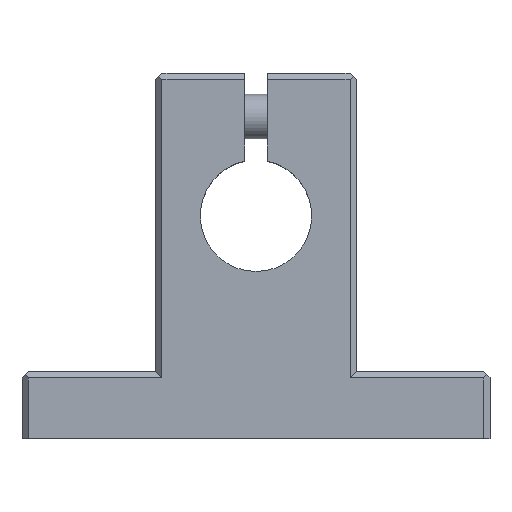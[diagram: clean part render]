
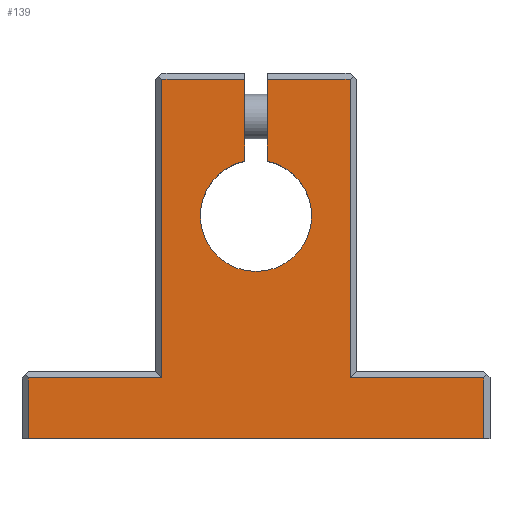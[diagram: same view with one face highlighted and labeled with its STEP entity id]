
A CAD part, top view. The second image highlights one B-rep face of the part: STEP entity #139.
In plain terms, the highlighted planar face has unit normal (0, 0, 1).
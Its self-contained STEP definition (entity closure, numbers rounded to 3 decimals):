
#139=ADVANCED_FACE('',(#305),#306,.T.);
#305=FACE_OUTER_BOUND('',#497,.T.);
#306=PLANE('',#498);
#497=EDGE_LOOP('',(#850,#851,#852,#853,#854,#855,#856,#857,#858,#859,#860,#861,#862,#863));
#498=AXIS2_PLACEMENT_3D('',#864,#865,#866);
#850=ORIENTED_EDGE('',*,*,#1263,.T.);
#851=ORIENTED_EDGE('',*,*,#1273,.T.);
#852=ORIENTED_EDGE('',*,*,#1274,.F.);
#853=ORIENTED_EDGE('',*,*,#1275,.T.);
#854=ORIENTED_EDGE('',*,*,#1276,.F.);
#855=ORIENTED_EDGE('',*,*,#1277,.T.);
#856=ORIENTED_EDGE('',*,*,#1278,.T.);
#857=ORIENTED_EDGE('',*,*,#1279,.T.);
#858=ORIENTED_EDGE('',*,*,#1280,.T.);
#859=ORIENTED_EDGE('',*,*,#1281,.T.);
#860=ORIENTED_EDGE('',*,*,#1270,.T.);
#861=ORIENTED_EDGE('',*,*,#1164,.T.);
#862=ORIENTED_EDGE('',*,*,#1282,.T.);
#863=ORIENTED_EDGE('',*,*,#1161,.T.);
#864=CARTESIAN_POINT('',(0.,0.0,7.0));
#865=DIRECTION('',(0.,0.,1.0));
#866=DIRECTION('',(1.0,0.,0.));
#1161=EDGE_CURVE('',#1381,#1385,#1387,.T.);
#1164=EDGE_CURVE('',#1392,#1389,#1393,.T.);
#1263=EDGE_CURVE('',#1385,#1542,#1544,.T.);
#1270=EDGE_CURVE('',#1555,#1392,#1556,.T.);
#1273=EDGE_CURVE('',#1542,#1559,#1560,.T.);
#1274=EDGE_CURVE('',#1561,#1559,#1562,.T.);
#1275=EDGE_CURVE('',#1561,#1563,#1564,.T.);
#1276=EDGE_CURVE('',#1565,#1563,#1566,.T.);
#1277=EDGE_CURVE('',#1565,#1567,#1568,.T.);
#1278=EDGE_CURVE('',#1567,#1569,#1570,.T.);
#1279=EDGE_CURVE('',#1569,#1571,#1572,.T.);
#1280=EDGE_CURVE('',#1571,#1573,#1574,.T.);
#1281=EDGE_CURVE('',#1573,#1555,#1575,.T.);
#1282=EDGE_CURVE('',#1389,#1381,#1576,.T.);
#1381=VERTEX_POINT('',#1711);
#1385=VERTEX_POINT('',#1716);
#1387=CIRCLE('',#1719,5.0);
#1389=VERTEX_POINT('',#1721);
#1392=VERTEX_POINT('',#1725);
#1393=CIRCLE('',#1726,5.0);
#1542=VERTEX_POINT('',#1912);
#1544=LINE('',#1915,#1916);
#1555=VERTEX_POINT('',#1932);
#1556=LINE('',#1933,#1934);
#1559=VERTEX_POINT('',#1938);
#1560=LINE('',#1939,#1940);
#1561=VERTEX_POINT('',#1941);
#1562=LINE('',#1942,#1943);
#1563=VERTEX_POINT('',#1944);
#1564=LINE('',#1945,#1946);
#1565=VERTEX_POINT('',#1947);
#1566=LINE('',#1948,#1949);
#1567=VERTEX_POINT('',#1950);
#1568=LINE('',#1951,#1952);
#1569=VERTEX_POINT('',#1953);
#1570=LINE('',#1954,#1955);
#1571=VERTEX_POINT('',#1956);
#1572=LINE('',#1957,#1958);
#1573=VERTEX_POINT('',#1959);
#1574=LINE('',#1960,#1961);
#1575=LINE('',#1962,#1963);
#1576=CIRCLE('',#1964,5.0);
#1711=CARTESIAN_POINT('',(-5.0,20.0,7.0));
#1716=CARTESIAN_POINT('',(-1.0,24.899,7.0));
#1719=AXIS2_PLACEMENT_3D('',#2167,#2168,#2169);
#1721=CARTESIAN_POINT('',(5.0,20.0,7.0));
#1725=CARTESIAN_POINT('',(1.0,24.899,7.0));
#1726=AXIS2_PLACEMENT_3D('',#2171,#2172,#2173);
#1912=CARTESIAN_POINT('',(-1.0,32.24,7.0));
#1915=CARTESIAN_POINT('',(-1.0,15.7,7.0));
#1916=VECTOR('',#2317,1.0);
#1932=CARTESIAN_POINT('',(1.0,32.24,7.0));
#1933=CARTESIAN_POINT('',(1.0,15.7,7.0));
#1934=VECTOR('',#2323,1.0);
#1938=CARTESIAN_POINT('',(-8.44,32.24,7.0));
#1939=CARTESIAN_POINT('',(5.0,32.24,7.0));
#1940=VECTOR('',#2325,1.0);
#1941=CARTESIAN_POINT('',(-8.44,5.44,7.0));
#1942=CARTESIAN_POINT('',(-8.44,0.,7.0));
#1943=VECTOR('',#2326,1.0);
#1944=CARTESIAN_POINT('',(-20.44,5.44,7.));
#1945=CARTESIAN_POINT('',(11.0,5.44,7.0));
#1946=VECTOR('',#2327,1.0);
#1947=CARTESIAN_POINT('',(-20.44,0.,7.0));
#1948=CARTESIAN_POINT('',(-20.44,0.,7.0));
#1949=VECTOR('',#2328,1.0);
#1950=CARTESIAN_POINT('',(20.44,0.,7.0));
#1951=CARTESIAN_POINT('',(-20.44,0.,7.0));
#1952=VECTOR('',#2329,1.0);
#1953=CARTESIAN_POINT('',(20.44,5.44,7.0));
#1954=CARTESIAN_POINT('',(20.44,0.,7.0));
#1955=VECTOR('',#2330,1.0);
#1956=CARTESIAN_POINT('',(8.44,5.44,7.0));
#1957=CARTESIAN_POINT('',(11.0,5.44,7.0));
#1958=VECTOR('',#2331,1.0);
#1959=CARTESIAN_POINT('',(8.44,32.24,7.0));
#1960=CARTESIAN_POINT('',(8.44,0.,7.0));
#1961=VECTOR('',#2332,1.0);
#1962=CARTESIAN_POINT('',(5.0,32.24,7.0));
#1963=VECTOR('',#2333,1.0);
#1964=AXIS2_PLACEMENT_3D('',#2334,#2335,#2336);
#2167=CARTESIAN_POINT('',(0.0,20.0,7.0));
#2168=DIRECTION('',(0.,0.,-1.0));
#2169=DIRECTION('',(1.0,0.,0.));
#2171=CARTESIAN_POINT('',(0.0,20.0,7.0));
#2172=DIRECTION('',(0.,0.,-1.0));
#2173=DIRECTION('',(1.0,0.,0.));
#2317=DIRECTION('',(-0.0,1.0,0.));
#2323=DIRECTION('',(-0.0,-1.0,0.));
#2325=DIRECTION('',(-1.0,-0.0,0.));
#2326=DIRECTION('',(0.,1.0,0.));
#2327=DIRECTION('',(-1.0,-0.0,0.));
#2328=DIRECTION('',(0.,1.0,0.));
#2329=DIRECTION('',(1.0,0.,0.));
#2330=DIRECTION('',(0.,1.0,0.));
#2331=DIRECTION('',(-1.0,-0.0,0.));
#2332=DIRECTION('',(0.,1.0,0.));
#2333=DIRECTION('',(-1.0,-0.0,0.));
#2334=CARTESIAN_POINT('',(0.0,20.0,7.0));
#2335=DIRECTION('',(0.,0.,-1.0));
#2336=DIRECTION('',(1.0,0.,0.));
